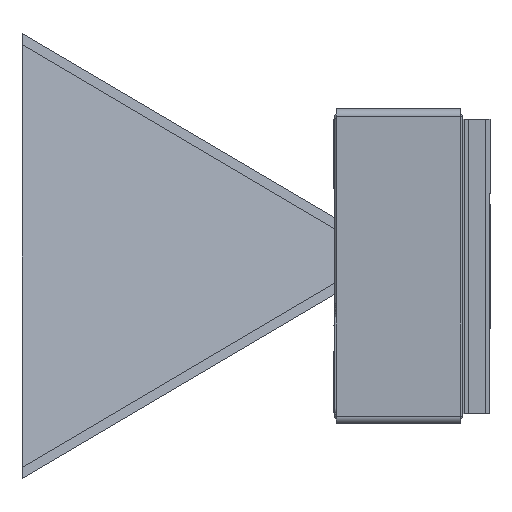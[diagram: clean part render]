
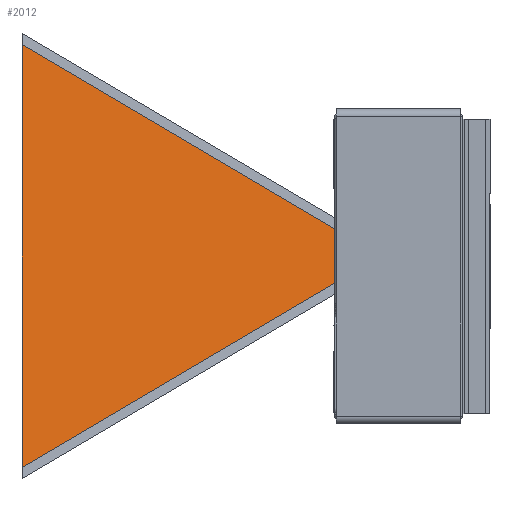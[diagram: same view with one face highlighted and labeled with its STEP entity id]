
A CAD part, left-side view. The second image highlights one B-rep face of the part: STEP entity #2012.
In plain terms, the highlighted planar face has unit normal (-0.885, -0.466, 0).
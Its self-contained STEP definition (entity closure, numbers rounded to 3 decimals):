
#792 = CARTESIAN_POINT ( 'NONE',  ( -3.035, 4.25, -1.521 ) ) ;
#1215 = B_SPLINE_CURVE_WITH_KNOTS ( 'NONE', 3,
 ( #12412, #12850, #792, #10699, #4072, #11127, #2550, #7534, #14372, #19388, #7866, #19051, #7648 ),
 .UNSPECIFIED., .F., .F.,
 ( 4, 3, 3, 3, 4 ),
 ( 0.006, 0.007, 0.008, 0.01, 0.011 ),
 .UNSPECIFIED. ) ;
#1812 = FACE_OUTER_BOUND ( 'NONE', #12696, .T. ) ;
#2004 = AXIS2_PLACEMENT_3D ( 'NONE', #10297, #8768, #14930 ) ;
#2012 = ADVANCED_FACE ( 'NONE', ( #1812 ), #2132, .F. ) ;
#2132 = PLANE ( 'NONE',  #2004 ) ;
#2550 = CARTESIAN_POINT ( 'NONE',  ( -3.035, 4.25, 0.1 ) ) ;
#2856 = CARTESIAN_POINT ( 'NONE',  ( -1.602, 1.526, -0.327 ) ) ;
#4072 = CARTESIAN_POINT ( 'NONE',  ( -3.035, 4.25, -0.844 ) ) ;
#6375 = LINE ( 'NONE', #11148, #15684 ) ;
#7534 = CARTESIAN_POINT ( 'NONE',  ( -3.035, 4.25, 0.572 ) ) ;
#7595 = VERTEX_POINT ( 'NONE', #13381 ) ;
#7648 = CARTESIAN_POINT ( 'NONE',  ( -3.035, 4.25, 2.132 ) ) ;
#7866 = CARTESIAN_POINT ( 'NONE',  ( -3.035, 4.25, 1.721 ) ) ;
#8768 = DIRECTION ( 'NONE',  ( 0.885, 0.466, 0. ) ) ;
#9240 = EDGE_CURVE ( 'NONE', #12325, #14803, #6375, .T. ) ;
#9407 = DIRECTION ( 'NONE',  ( 0.413, -0.785, -0.462 ) ) ;
#9953 = CARTESIAN_POINT ( 'NONE',  ( -1.22, 0.8, 0.1 ) ) ;
#10297 = CARTESIAN_POINT ( 'NONE',  ( -1.22, 0.8, -1.9 ) ) ;
#10699 = CARTESIAN_POINT ( 'NONE',  ( -3.035, 4.25, -1.315 ) ) ;
#11127 = CARTESIAN_POINT ( 'NONE',  ( -3.035, 4.25, -0.372 ) ) ;
#11148 = CARTESIAN_POINT ( 'NONE',  ( -1.561, 1.448, 0.482 ) ) ;
#11577 = ORIENTED_EDGE ( 'NONE', *, *, #12128, .F. ) ;
#12128 = EDGE_CURVE ( 'NONE', #7595, #12325, #1215, .T. ) ;
#12325 = VERTEX_POINT ( 'NONE', #18841 ) ;
#12412 = CARTESIAN_POINT ( 'NONE',  ( -3.035, 4.25, -1.932 ) ) ;
#12696 = EDGE_LOOP ( 'NONE', ( #13064, #17601, #11577 ) ) ;
#12732 = DIRECTION ( 'NONE',  ( 0.413, -0.785, 0.462 ) ) ;
#12850 = CARTESIAN_POINT ( 'NONE',  ( -3.035, 4.25, -1.727 ) ) ;
#13064 = ORIENTED_EDGE ( 'NONE', *, *, #18499, .T. ) ;
#13381 = CARTESIAN_POINT ( 'NONE',  ( -3.035, 4.25, -1.932 ) ) ;
#14372 = CARTESIAN_POINT ( 'NONE',  ( -3.035, 4.25, 1.044 ) ) ;
#14803 = VERTEX_POINT ( 'NONE', #9953 ) ;
#14930 = DIRECTION ( 'NONE',  ( -0.466, 0.885, 0. ) ) ;
#15684 = VECTOR ( 'NONE', #9407, 1000. ) ;
#17054 = VECTOR ( 'NONE', #12732, 1000. ) ;
#17601 = ORIENTED_EDGE ( 'NONE', *, *, #9240, .F. ) ;
#17873 = LINE ( 'NONE', #2856, #17054 ) ;
#18499 = EDGE_CURVE ( 'NONE', #7595, #14803, #17873, .T. ) ;
#18841 = CARTESIAN_POINT ( 'NONE',  ( -3.035, 4.25, 2.132 ) ) ;
#19051 = CARTESIAN_POINT ( 'NONE',  ( -3.035, 4.25, 1.927 ) ) ;
#19388 = CARTESIAN_POINT ( 'NONE',  ( -3.035, 4.25, 1.515 ) ) ;
